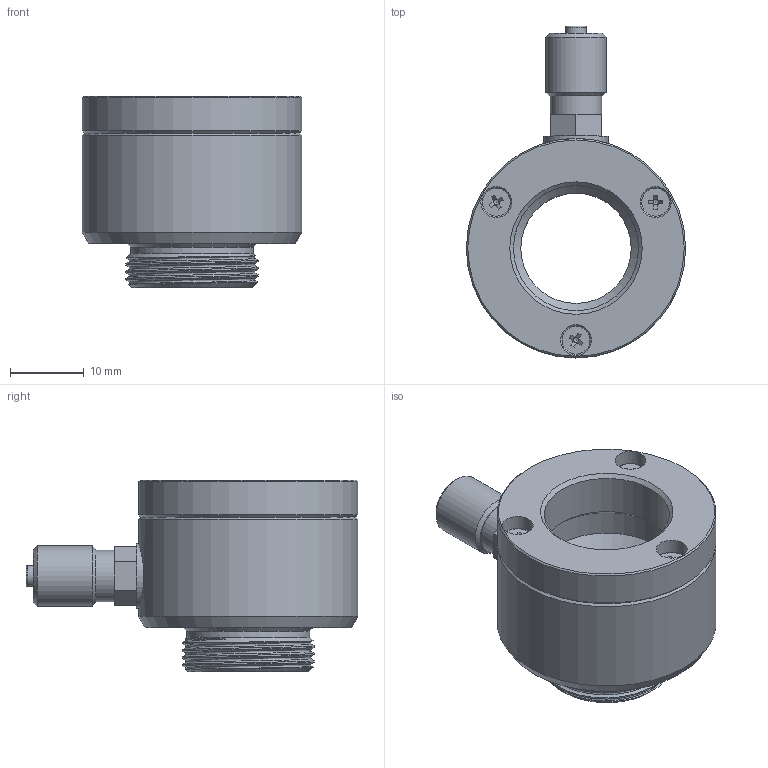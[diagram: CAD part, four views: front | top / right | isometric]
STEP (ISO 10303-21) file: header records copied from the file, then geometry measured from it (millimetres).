
FILE_DESCRIPTION (( 'STEP AP214' ), '1' );
FILE_NAME ('9C029 Air purge MH-M18.STEP', '2010-06-10T12:49:59', ( 'ab' ), ( '' ), 'SwSTEP 2.0', 'SolidWorks 2010', '' );
FILE_SCHEMA (( 'AUTOMOTIVE_DESIGN' ));
Length unit declared in the file: millimetre
Products named in the file (6): 9C029 Air purge MH-M18; 1C071 LBV-Innenkonus-MH-M18_Default; 1C072 LBV-Gewinderohr-MH-M18_Default; 65001 Schlauchverschraubung M5_Default; 61202 Senkschraube KS DIN 965 A2 M2 x 6_Default; 65003 Fiberdichtung f黵 M5_Default
Assembly tree (7 placements, depth 2):
  9C029 Air purge MH-M18
    1C071 LBV-Innenkonus-MH-M18_Default
    1C072 LBV-Gewinderohr-MH-M18_Default
    65001 Schlauchverschraubung M5_Default
    65003 Fiberdichtung f黵 M5_Default
    61202 Senkschraube KS DIN 965 A2 M2 x 6_Default  x3
Bounding box: 29.8 x 45.1 x 26 mm (x, y, z)
Volume: 9520.3 mm3; surface area: 8653.2 mm2
Topology: 7 solids, 7 shells, 216 faces, 465 edges, 272 vertices
Faces by surface type: plane 95, cone 61, cylinder 41, torus 16, bspline 3
Full cylindrical faces by diameter (mm): 1.6 x3, 2 x3, 2.2 x4, 2.8 x1, 3.5 x1, 3.8 x3, 4 x2, 4.2 x3, 5 x3, 6 x1, 7 x1, 7.2 x1, 8.2 x1, 8.8 x1, 9 x1, 15 x2, 16.7 x1, 17 x1, 18 x1, 18.2 x1, 21.4 x1, 22 x2, 29.8 x2
Entity records: 5166 total; most frequent: CARTESIAN_POINT 2068, DIRECTION 622, ORIENTED_EDGE 424, AXIS2_PLACEMENT_3D 281, EDGE_LOOP 254, EDGE_CURVE 212, FACE_OUTER_BOUND 196, VERTEX_POINT 168
